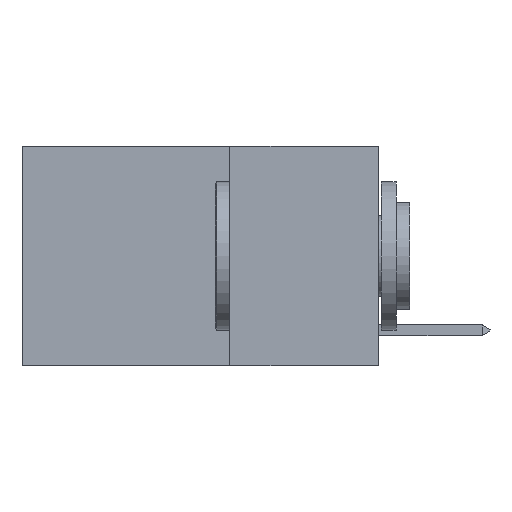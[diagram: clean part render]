
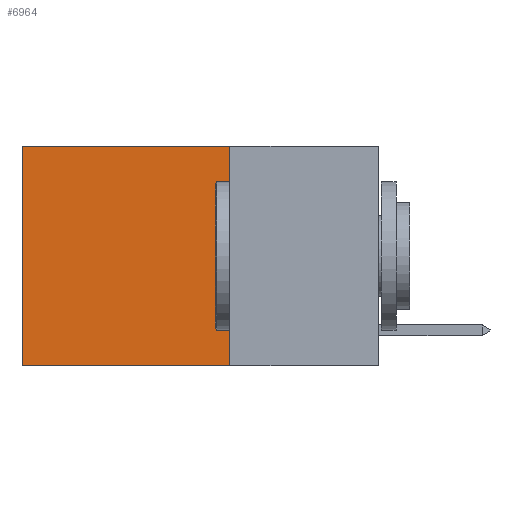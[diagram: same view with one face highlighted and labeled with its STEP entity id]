
A CAD part, left-side view. The second image highlights one B-rep face of the part: STEP entity #6964.
In plain terms, the highlighted planar face has unit normal (-1, 0, 0).
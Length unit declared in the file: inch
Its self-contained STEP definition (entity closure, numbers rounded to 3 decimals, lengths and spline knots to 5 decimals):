
#164 = ORIENTED_EDGE ( 'NONE', *, *, #12807, .T. ) ;
#276 = AXIS2_PLACEMENT_3D ( 'NONE', #13822, #7544, #2146 ) ;
#411 = ORIENTED_EDGE ( 'NONE', *, *, #7585, .T. ) ;
#1114 = CARTESIAN_POINT ( 'NONE',  ( 0.2625, 0.25, -0.37 ) ) ;
#1279 = VECTOR ( 'NONE', #19035, 39.37008 ) ;
#1802 = CARTESIAN_POINT ( 'NONE',  ( 0.2625, 0.25, 0. ) ) ;
#2146 = DIRECTION ( 'NONE',  ( 0., 0., -1. ) ) ;
#2159 = DIRECTION ( 'NONE',  ( 0., 0., -1. ) ) ;
#2396 = CARTESIAN_POINT ( 'NONE',  ( 0.2625, 0.25, -0.37 ) ) ;
#2903 = EDGE_LOOP ( 'NONE', ( #164, #4005, #7904, #411 ) ) ;
#2942 = CARTESIAN_POINT ( 'NONE',  ( 0.2625, 0.6, -0.37 ) ) ;
#3047 = CARTESIAN_POINT ( 'NONE',  ( 0.2625, 0.6, 0. ) ) ;
#4005 = ORIENTED_EDGE ( 'NONE', *, *, #7115, .F. ) ;
#4159 = VERTEX_POINT ( 'NONE', #3047 ) ;
#4581 = EDGE_CURVE ( 'NONE', #20610, #12898, #22823, .T. ) ;
#6438 = VECTOR ( 'NONE', #10211, 39.37008 ) ;
#6964 = ADVANCED_FACE ( 'NONE', ( #19490 ), #21487, .F. ) ;
#7115 = EDGE_CURVE ( 'NONE', #12898, #9372, #21981, .T. ) ;
#7544 = DIRECTION ( 'NONE',  ( 1., 0., 0. ) ) ;
#7585 = EDGE_CURVE ( 'NONE', #20610, #4159, #18259, .T. ) ;
#7904 = ORIENTED_EDGE ( 'NONE', *, *, #4581, .F. ) ;
#9372 = VERTEX_POINT ( 'NONE', #2942 ) ;
#9378 = CARTESIAN_POINT ( 'NONE',  ( 0.2625, 0.25, 0. ) ) ;
#9715 = VECTOR ( 'NONE', #24108, 39.37008 ) ;
#10211 = DIRECTION ( 'NONE',  ( 0., 1., 0. ) ) ;
#10359 = LINE ( 'NONE', #18197, #11509 ) ;
#11509 = VECTOR ( 'NONE', #2159, 39.37008 ) ;
#12807 = EDGE_CURVE ( 'NONE', #4159, #9372, #10359, .T. ) ;
#12898 = VERTEX_POINT ( 'NONE', #1114 ) ;
#13822 = CARTESIAN_POINT ( 'NONE',  ( 0.2625, 0.25, 0. ) ) ;
#14538 = CARTESIAN_POINT ( 'NONE',  ( 0.2625, 0.25, 0. ) ) ;
#18197 = CARTESIAN_POINT ( 'NONE',  ( 0.2625, 0.6, 0. ) ) ;
#18259 = LINE ( 'NONE', #14538, #9715 ) ;
#19035 = DIRECTION ( 'NONE',  ( 0., 0., -1. ) ) ;
#19490 = FACE_OUTER_BOUND ( 'NONE', #2903, .T. ) ;
#20610 = VERTEX_POINT ( 'NONE', #1802 ) ;
#21487 = PLANE ( 'NONE',  #276 ) ;
#21981 = LINE ( 'NONE', #2396, #6438 ) ;
#22823 = LINE ( 'NONE', #9378, #1279 ) ;
#24108 = DIRECTION ( 'NONE',  ( 0., 1., 0. ) ) ;
